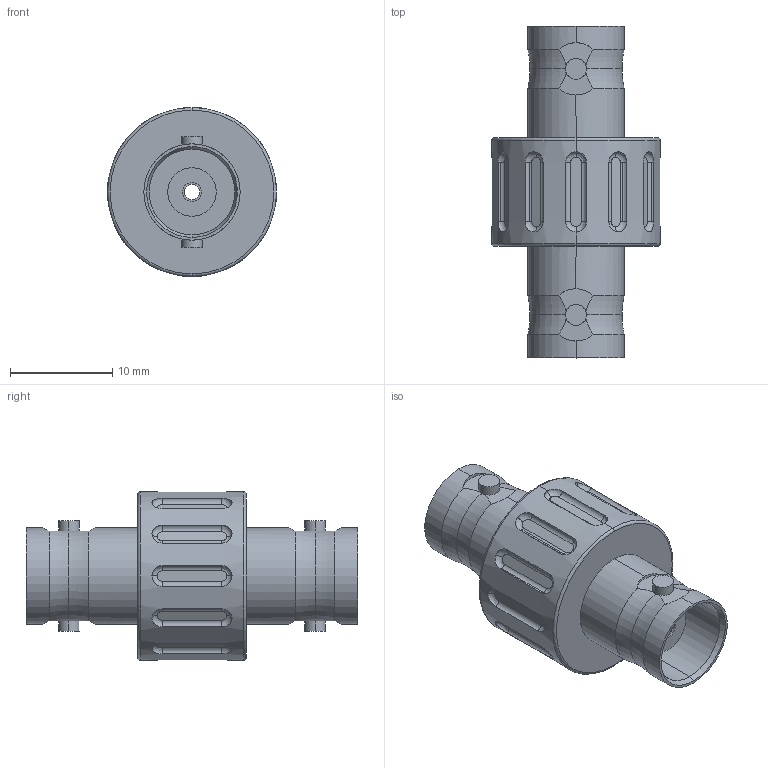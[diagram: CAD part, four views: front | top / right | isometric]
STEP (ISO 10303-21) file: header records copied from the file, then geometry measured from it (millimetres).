
FILE_DESCRIPTION (( 'STEP AP203' ), '1' );
FILE_NAME ('BIF-CB.STEP', '2006-06-30T19:40:03', ( ' ' ), ( ' ' ), 'SwSTEP 2.0', 'SolidWorks 2005354', '' );
FILE_SCHEMA (( 'CONFIG_CONTROL_DESIGN' ));
Length unit declared in the file: inch
Products named in the file (1): BIF-CB
Bounding box: 16.51 x 32.42 x 16.51 mm (x, y, z)
Volume: 2877.2 mm3; surface area: 2385.5 mm2
Topology: 1 solids, 1 shells, 173 faces, 432 edges, 278 vertices
Faces by surface type: cylinder 68, bspline 48, plane 41, torus 12, cone 4
Entity records: 29001 total; most frequent: CARTESIAN_POINT 25046, ORIENTED_EDGE 864, DIRECTION 722, EDGE_CURVE 432, AXIS2_PLACEMENT_3D 308, VERTEX_POINT 278, EDGE_LOOP 192, CIRCLE 182
